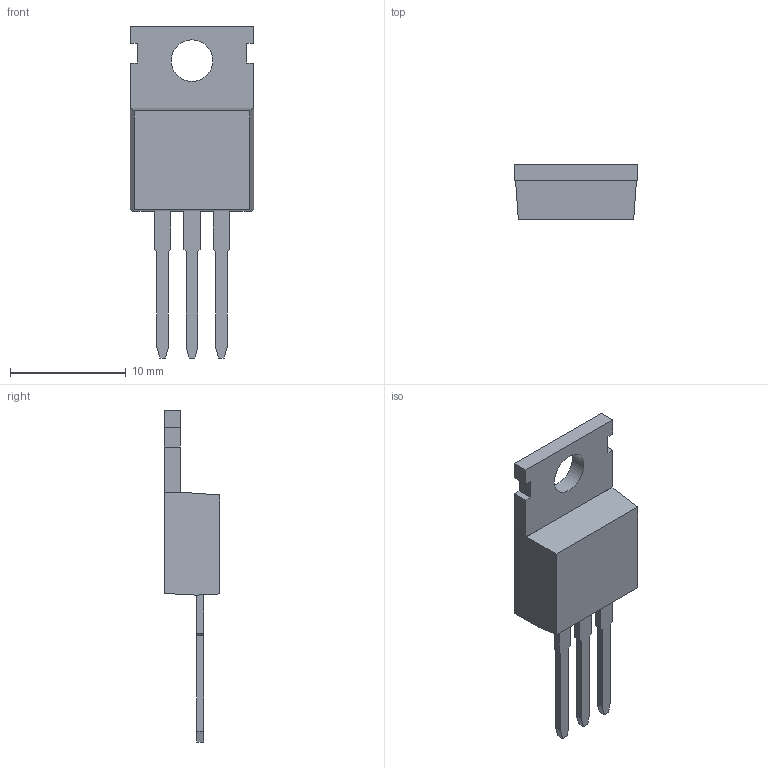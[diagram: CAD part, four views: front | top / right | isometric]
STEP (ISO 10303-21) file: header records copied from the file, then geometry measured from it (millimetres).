
FILE_DESCRIPTION(('FreeCAD Model'),'2;1');
FILE_NAME('TO-220AB-FairA.stp', '2017-02-10T15:20:19',('Author'),(''), 'Open CASCADE STEP processor 6.8','FreeCAD','Unknown');
FILE_SCHEMA(('AUTOMOTIVE_DESIGN_CC2 { 1 2 10303 214 -1 1 5 4 }'));
Length unit declared in the file: millimetre
Products named in the file (2): ASSEMBLY; TO220AB
Assembly tree (1 placements, depth 2):
  ASSEMBLY
    TO220AB
Bounding box: 10.65 x 4.81 x 28.71 mm (x, y, z)
Volume: 547.1 mm3; surface area: 801.9 mm2
Topology: 1 solids, 1 shells, 73 faces, 213 edges, 140 vertices
Faces by surface type: plane 72, cylinder 1
Full cylindrical faces by diameter (mm): 3.6 x1
Entity records: 5689 total; most frequent: CARTESIAN_POINT 937, DIRECTION 754, LINE 598, VECTOR 598, ORIENTED_EDGE 426, PCURVE 426, DEFINITIONAL_REPRESENTATION 426, EDGE_CURVE 213
